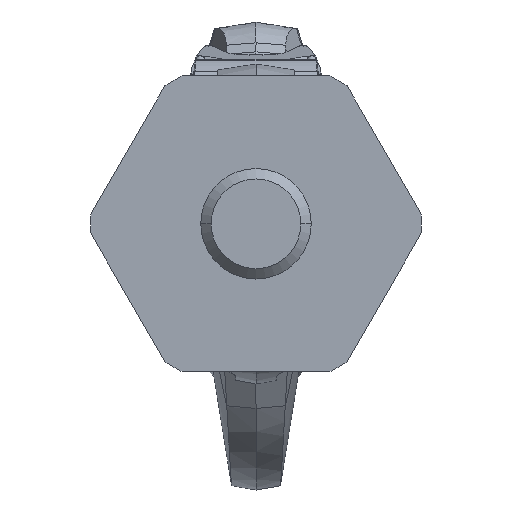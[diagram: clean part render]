
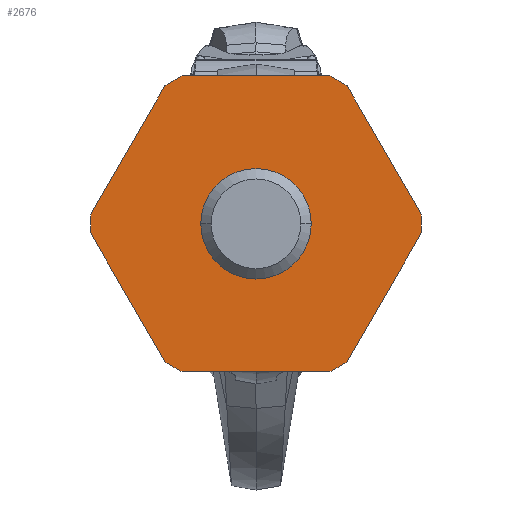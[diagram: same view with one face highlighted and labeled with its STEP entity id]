
A CAD part, front view. The second image highlights one B-rep face of the part: STEP entity #2676.
In plain terms, the highlighted planar face has unit normal (0, -1, 0).
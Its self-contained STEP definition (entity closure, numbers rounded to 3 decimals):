
#505=DIRECTION('',(-0.5,0.,0.866));
#506=VECTOR('',#505,42.426);
#507=CARTESIAN_POINT('',(-26.199,0.,-39.621));
#508=LINE('',#507,#506);
#509=CARTESIAN_POINT('',(0.,0.,0.));
#510=DIRECTION('',(0.,1.,0.));
#511=DIRECTION('',(-0.998,0.,-0.061));
#512=AXIS2_PLACEMENT_3D('',#509,#510,#511);
#514=DIRECTION('',(0.5,0.,0.866));
#515=VECTOR('',#514,42.426);
#516=CARTESIAN_POINT('',(-47.413,0.,2.879));
#517=LINE('',#516,#515);
#518=CARTESIAN_POINT('',(0.,0.,0.));
#519=DIRECTION('',(0.,1.,0.));
#520=DIRECTION('',(-0.552,0.,0.834));
#521=AXIS2_PLACEMENT_3D('',#518,#519,#520);
#523=DIRECTION('',(1.,0.,0.));
#524=VECTOR('',#523,42.426);
#525=CARTESIAN_POINT('',(-21.213,0.,42.5));
#526=LINE('',#525,#524);
#527=CARTESIAN_POINT('',(0.,0.,0.));
#528=DIRECTION('',(0.,1.,0.));
#529=DIRECTION('',(0.447,0.,0.895));
#530=AXIS2_PLACEMENT_3D('',#527,#528,#529);
#532=DIRECTION('',(0.5,0.,-0.866));
#533=VECTOR('',#532,42.426);
#534=CARTESIAN_POINT('',(26.199,0.,39.621));
#535=LINE('',#534,#533);
#536=CARTESIAN_POINT('',(0.,0.,0.));
#537=DIRECTION('',(0.,1.,0.));
#538=DIRECTION('',(0.998,0.,0.061));
#539=AXIS2_PLACEMENT_3D('',#536,#537,#538);
#541=DIRECTION('',(-0.5,0.,-0.866));
#542=VECTOR('',#541,42.426);
#543=CARTESIAN_POINT('',(47.413,0.,-2.879));
#544=LINE('',#543,#542);
#545=CARTESIAN_POINT('',(0.,0.,0.));
#546=DIRECTION('',(0.,1.,0.));
#547=DIRECTION('',(0.552,0.,-0.834));
#548=AXIS2_PLACEMENT_3D('',#545,#546,#547);
#550=DIRECTION('',(-1.,0.,0.));
#551=VECTOR('',#550,42.426);
#552=CARTESIAN_POINT('',(21.213,0.,-42.5));
#553=LINE('',#552,#551);
#554=CARTESIAN_POINT('',(0.,0.,0.));
#555=DIRECTION('',(0.,1.,0.));
#556=DIRECTION('',(-0.447,0.,-0.895));
#557=AXIS2_PLACEMENT_3D('',#554,#555,#556);
#559=CARTESIAN_POINT('',(0.,0.,0.));
#560=DIRECTION('',(0.,-1.,0.));
#561=DIRECTION('',(1.,0.,0.));
#562=AXIS2_PLACEMENT_3D('',#559,#560,#561);
#564=CARTESIAN_POINT('',(0.,0.,0.));
#565=DIRECTION('',(0.,-1.,0.));
#566=DIRECTION('',(-1.,0.,0.));
#567=AXIS2_PLACEMENT_3D('',#564,#565,#566);
#1763=CARTESIAN_POINT('',(-26.199,0.,-39.621));
#1764=CARTESIAN_POINT('',(-47.413,0.,-2.879));
#1765=VERTEX_POINT('',#1763);
#1766=VERTEX_POINT('',#1764);
#1767=CARTESIAN_POINT('',(-21.213,0.,-42.5));
#1768=VERTEX_POINT('',#1767);
#1769=CARTESIAN_POINT('',(21.213,0.,-42.5));
#1770=VERTEX_POINT('',#1769);
#1771=CARTESIAN_POINT('',(26.199,0.,-39.621));
#1772=VERTEX_POINT('',#1771);
#1773=CARTESIAN_POINT('',(47.413,0.,-2.879));
#1774=VERTEX_POINT('',#1773);
#1775=CARTESIAN_POINT('',(47.413,0.,2.879));
#1776=VERTEX_POINT('',#1775);
#1777=CARTESIAN_POINT('',(26.199,0.,39.621));
#1778=VERTEX_POINT('',#1777);
#1779=CARTESIAN_POINT('',(21.213,0.,42.5));
#1780=VERTEX_POINT('',#1779);
#1781=CARTESIAN_POINT('',(-21.213,0.,42.5));
#1782=VERTEX_POINT('',#1781);
#1783=CARTESIAN_POINT('',(-26.199,0.,39.621));
#1784=VERTEX_POINT('',#1783);
#1785=CARTESIAN_POINT('',(-47.413,0.,2.879));
#1786=VERTEX_POINT('',#1785);
#2319=CARTESIAN_POINT('',(13.5,0.,0.));
#2321=VERTEX_POINT('',#2319);
#2324=CARTESIAN_POINT('',(-13.5,0.,0.));
#2326=VERTEX_POINT('',#2324);
#2640=CARTESIAN_POINT('',(0.,0.,0.));
#2641=DIRECTION('',(0.,1.,0.));
#2642=DIRECTION('',(1.,0.,0.));
#2643=AXIS2_PLACEMENT_3D('',#2640,#2641,#2642);
#2644=PLANE('',#2643);
#2646=ORIENTED_EDGE('',*,*,#2645,.T.);
#2648=ORIENTED_EDGE('',*,*,#2647,.T.);
#2650=ORIENTED_EDGE('',*,*,#2649,.T.);
#2652=ORIENTED_EDGE('',*,*,#2651,.T.);
#2653=ORIENTED_EDGE('',*,*,#2360,.T.);
#2655=ORIENTED_EDGE('',*,*,#2654,.T.);
#2657=ORIENTED_EDGE('',*,*,#2656,.T.);
#2659=ORIENTED_EDGE('',*,*,#2658,.T.);
#2661=ORIENTED_EDGE('',*,*,#2660,.T.);
#2663=ORIENTED_EDGE('',*,*,#2662,.T.);
#2665=ORIENTED_EDGE('',*,*,#2664,.T.);
#2667=ORIENTED_EDGE('',*,*,#2666,.T.);
#2668=EDGE_LOOP('',(#2646,#2648,#2650,#2652,#2653,#2655,#2657,#2659,#2661,#2663,
#2665,#2667));
#2669=FACE_OUTER_BOUND('',#2668,.F.);
#2671=ORIENTED_EDGE('',*,*,#2670,.T.);
#2673=ORIENTED_EDGE('',*,*,#2672,.T.);
#2674=EDGE_LOOP('',(#2671,#2673));
#2675=FACE_BOUND('',#2674,.F.);
#2676=ADVANCED_FACE('',(#2669,#2675),#2644,.F.);
#513=CIRCLE('',#512,47.5);
#522=CIRCLE('',#521,47.5);
#531=CIRCLE('',#530,47.5);
#540=CIRCLE('',#539,47.5);
#549=CIRCLE('',#548,47.5);
#558=CIRCLE('',#557,47.5);
#563=CIRCLE('',#562,13.5);
#568=CIRCLE('',#567,13.5);
#2360=EDGE_CURVE('',#1782,#1780,#526,.T.);
#2645=EDGE_CURVE('',#1765,#1766,#508,.T.);
#2647=EDGE_CURVE('',#1766,#1786,#513,.T.);
#2649=EDGE_CURVE('',#1786,#1784,#517,.T.);
#2651=EDGE_CURVE('',#1784,#1782,#522,.T.);
#2654=EDGE_CURVE('',#1780,#1778,#531,.T.);
#2656=EDGE_CURVE('',#1778,#1776,#535,.T.);
#2658=EDGE_CURVE('',#1776,#1774,#540,.T.);
#2660=EDGE_CURVE('',#1774,#1772,#544,.T.);
#2662=EDGE_CURVE('',#1772,#1770,#549,.T.);
#2664=EDGE_CURVE('',#1770,#1768,#553,.T.);
#2666=EDGE_CURVE('',#1768,#1765,#558,.T.);
#2670=EDGE_CURVE('',#2321,#2326,#563,.T.);
#2672=EDGE_CURVE('',#2326,#2321,#568,.T.);
